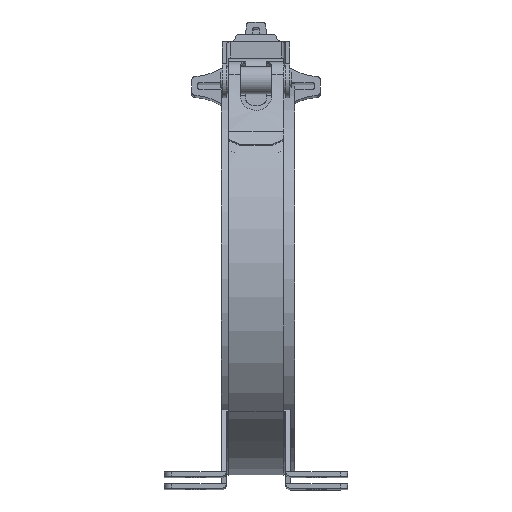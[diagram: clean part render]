
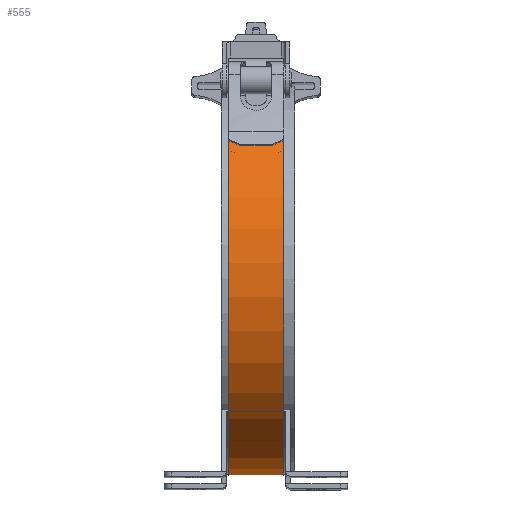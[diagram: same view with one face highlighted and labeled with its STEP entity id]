
A CAD part, left-side view. The second image highlights one B-rep face of the part: STEP entity #555.
In plain terms, the highlighted cylindrical face has radius 68.58 mm (diameter 137.16 mm), a partial arc.
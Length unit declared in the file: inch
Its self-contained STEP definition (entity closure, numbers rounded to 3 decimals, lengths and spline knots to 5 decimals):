
#555=ADVANCED_FACE('',(#1209),#1210,.T.);
#1209=FACE_OUTER_BOUND('',#2087,.T.);
#1210=CYLINDRICAL_SURFACE('',#2088,2.7);
#2087=EDGE_LOOP('',(#6738,#6739,#6740,#6741,#6742,#6743,#6744,#6745));
#2088=AXIS2_PLACEMENT_3D('',#6746,#6747,#6748);
#6738=ORIENTED_EDGE('',*,*,#8986,.T.);
#6739=ORIENTED_EDGE('',*,*,#8957,.T.);
#6740=ORIENTED_EDGE('',*,*,#8987,.F.);
#6741=ORIENTED_EDGE('',*,*,#8952,.T.);
#6742=ORIENTED_EDGE('',*,*,#8988,.F.);
#6743=ORIENTED_EDGE('',*,*,#8944,.T.);
#6744=ORIENTED_EDGE('',*,*,#8984,.T.);
#6745=ORIENTED_EDGE('',*,*,#8949,.T.);
#6746=CARTESIAN_POINT('',(0.0,0.0,0.75));
#6747=DIRECTION('',(0.0,0.0,-1.0));
#6748=DIRECTION('',(-1.0,0.0,0.0));
#8944=EDGE_CURVE('',#9931,#9929,#9932,.F.);
#8949=EDGE_CURVE('',#9940,#9938,#9941,.T.);
#8952=EDGE_CURVE('',#9944,#9945,#9946,.F.);
#8957=EDGE_CURVE('',#9953,#9954,#9955,.T.);
#8984=EDGE_CURVE('',#9929,#9940,#9997,.T.);
#8986=EDGE_CURVE('',#9938,#9953,#9999,.T.);
#8987=EDGE_CURVE('',#9944,#9954,#10000,.T.);
#8988=EDGE_CURVE('',#9931,#9945,#10001,.T.);
#9929=VERTEX_POINT('',#11465);
#9931=VERTEX_POINT('',#11468);
#9932=ELLIPSE('',#11469,5.4,2.7);
#9938=VERTEX_POINT('',#11476);
#9940=VERTEX_POINT('',#11479);
#9941=ELLIPSE('',#11480,5.4,2.7);
#9944=VERTEX_POINT('',#11484);
#9945=VERTEX_POINT('',#11485);
#9946=ELLIPSE('',#11486,5.4,2.7);
#9953=VERTEX_POINT('',#11495);
#9954=VERTEX_POINT('',#11496);
#9955=ELLIPSE('',#11497,5.4,2.7);
#9997=LINE('',#11618,#11619);
#9999=CIRCLE('',#11621,2.7);
#10000=LINE('',#11622,#11623);
#10001=CIRCLE('',#11624,2.7);
#11465=CARTESIAN_POINT('',(-2.00219,1.81142,0.6));
#11468=CARTESIAN_POINT('',(-1.94306,1.87471,0.75));
#11469=AXIS2_PLACEMENT_3D('',#14322,#14323,#14324);
#11476=CARTESIAN_POINT('',(-1.94306,1.87471,0.0));
#11479=CARTESIAN_POINT('',(-2.00219,1.81142,0.15));
#11480=AXIS2_PLACEMENT_3D('',#14330,#14331,#14332);
#11484=CARTESIAN_POINT('',(2.00219,1.81142,0.6));
#11485=CARTESIAN_POINT('',(1.94306,1.87471,0.75));
#11486=AXIS2_PLACEMENT_3D('',#14334,#14335,#14336);
#11495=CARTESIAN_POINT('',(1.94306,1.87471,0.0));
#11496=CARTESIAN_POINT('',(2.00219,1.81142,0.15));
#11497=AXIS2_PLACEMENT_3D('',#14342,#14343,#14344);
#11618=CARTESIAN_POINT('',(-2.00219,1.81142,0.75));
#11619=VECTOR('',#14384,1.0);
#11621=AXIS2_PLACEMENT_3D('',#14385,#14386,#14387);
#11622=CARTESIAN_POINT('',(2.00219,1.81142,0.75));
#11623=VECTOR('',#14388,1.0);
#11624=AXIS2_PLACEMENT_3D('',#14389,#14390,#14391);
#14322=CARTESIAN_POINT('',(0.0,0.0,0.6));
#14323=DIRECTION('',(0.581,0.642,-0.5));
#14324=DIRECTION('',(-0.335,-0.371,-0.866));
#14330=CARTESIAN_POINT('',(0.0,0.0,0.15));
#14331=DIRECTION('',(-0.581,-0.642,-0.5));
#14332=DIRECTION('',(0.335,0.371,-0.866));
#14334=CARTESIAN_POINT('',(0.0,0.0,0.6));
#14335=DIRECTION('',(-0.581,0.642,-0.5));
#14336=DIRECTION('',(0.335,-0.371,-0.866));
#14342=CARTESIAN_POINT('',(0.0,0.0,0.15));
#14343=DIRECTION('',(0.581,-0.642,-0.5));
#14344=DIRECTION('',(-0.335,0.371,-0.866));
#14384=DIRECTION('',(0.0,0.0,-1.0));
#14385=CARTESIAN_POINT('',(0.0,0.0,0.0));
#14386=DIRECTION('',(0.0,0.0,1.0));
#14387=DIRECTION('',(1.0,0.0,0.0));
#14388=DIRECTION('',(0.0,0.0,-1.0));
#14389=CARTESIAN_POINT('',(0.0,0.0,0.75));
#14390=DIRECTION('',(0.0,0.0,1.0));
#14391=DIRECTION('',(1.0,0.0,0.0));
